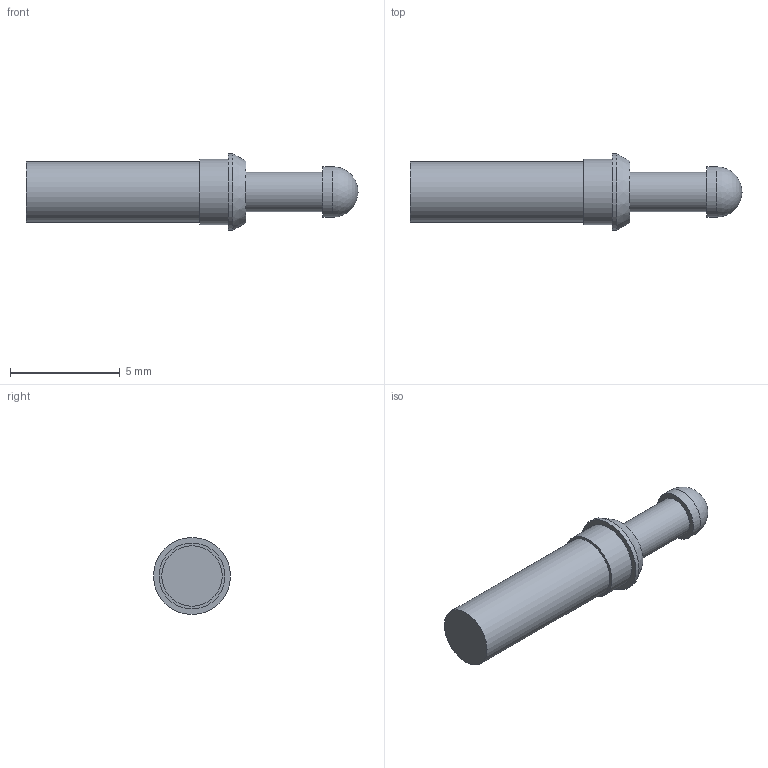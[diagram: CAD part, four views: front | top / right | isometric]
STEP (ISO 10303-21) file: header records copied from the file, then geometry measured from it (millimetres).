
FILE_DESCRIPTION(('FreeCAD Model'),'2;1');
FILE_NAME('GKS-913-0089.step','2020-05-04T13:38:56',('Author'),('' ),'Open CASCADE STEP processor 7.4','FreeCAD','Unknown');
FILE_SCHEMA(('AUTOMOTIVE_DESIGN { 1 0 10303 214 1 1 1 1 }'));
Length unit declared in the file: millimetre
Products named in the file (1): GKS-913-0089
Bounding box: 15.1 x 3.5 x 3.5 mm (x, y, z)
Volume: 76.7 mm3; surface area: 135.8 mm2
Topology: 1 solids, 1 shells, 12 faces, 19 edges, 12 vertices
Faces by surface type: cylinder 5, plane 5, sphere 1, cone 1
Full cylindrical faces by diameter (mm): 1.8 x1, 2.3 x1, 2.75 x1, 3 x1, 3.5 x1
Entity records: 296 total; most frequent: DIRECTION 56, CARTESIAN_POINT 43, ORIENTED_EDGE 36, AXIS2_PLACEMENT_3D 25, EDGE_CURVE 18, FACE_BOUND 16, EDGE_LOOP 16, ADVANCED_FACE 12
